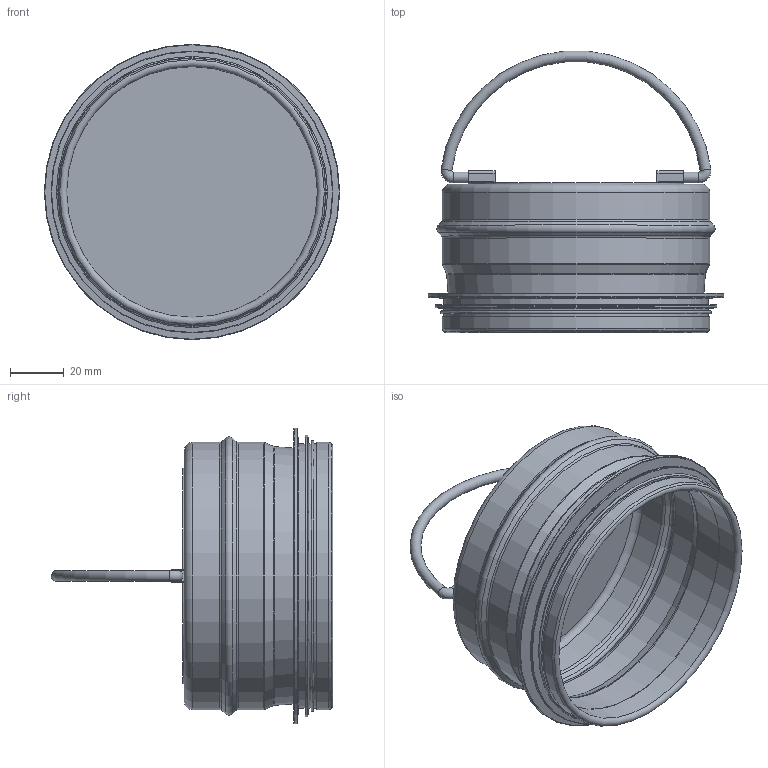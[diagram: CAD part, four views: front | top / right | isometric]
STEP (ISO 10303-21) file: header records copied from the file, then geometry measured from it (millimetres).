
FILE_DESCRIPTION(/* description */ ('Botten Nippel Handtag'),/* implementation_level */ '2;1');
FILE_NAME(/* name */ 'HÄLH-03_B.stp',/* time_stamp */ '2024-08-29T15:42:29+02:00',/* author */ ('UN'),/* organization */ (''),/* preprocessor_version */ 'ST-DEVELOPER v19',/* originating_system */ 'Autodesk Inventor 2023',/* authorisation */ '');
FILE_SCHEMA (('AUTOMOTIVE_DESIGN { 1 0 10303 214 3 1 1 }'));
Length unit declared in the file: millimetre
Products named in the file (6): HÄLH-03; HÄL-03; HÄL-A-03; 999003; 999206; 999205
Assembly tree (5 placements, depth 3):
  HÄLH-03
    HÄL-03
      HÄL-A-03
      999003
    999206
    999205
Bounding box: 109.45 x 104.32 x 109.45 mm (x, y, z)
Volume: 31250.1 mm3; surface area: 81724.3 mm2
Topology: 4 solids, 4 shells, 142 faces, 343 edges, 205 vertices
Faces by surface type: plane 62, cylinder 38, torus 24, cone 10, bspline 8
Full cylindrical faces by diameter (mm): 4 x2, 92.85 x1, 94.05 x1, 95.45 x1, 97.85 x3, 98.05 x3, 99.05 x3, 104.45 x1, 109.45 x1
Entity records: 4604 total; most frequent: CARTESIAN_POINT 982, DIRECTION 766, ORIENTED_EDGE 686, EDGE_CURVE 343, AXIS2_PLACEMENT_3D 294, VERTEX_POINT 205, LINE 178, VECTOR 178
